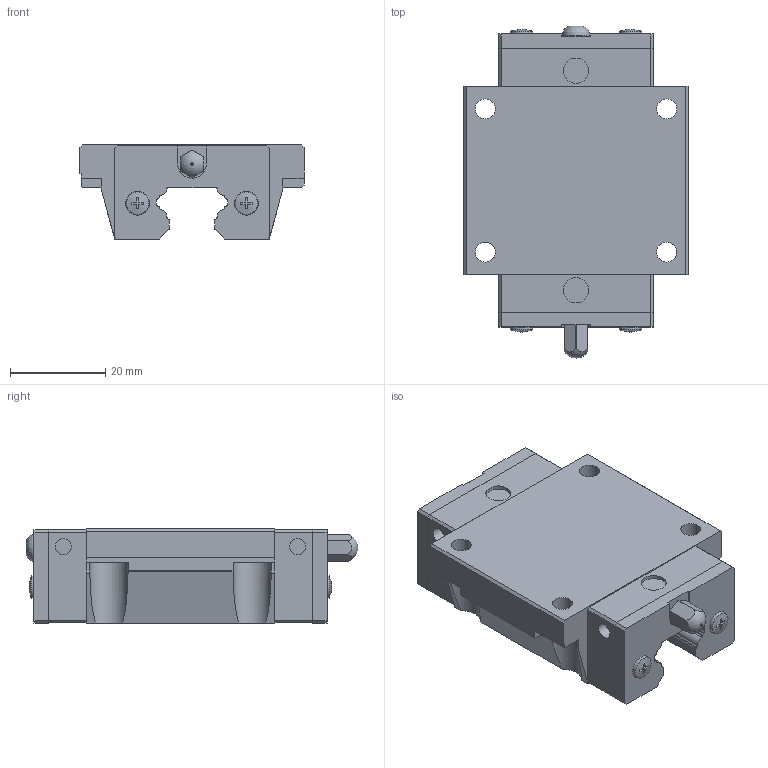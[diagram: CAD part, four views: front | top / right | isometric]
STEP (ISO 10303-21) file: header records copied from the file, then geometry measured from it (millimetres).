
FILE_DESCRIPTION(/* description */ ('STEP AP214'),/* implementation_level */ '2;1');
FILE_NAME(/* name */ 'HGW15.stp',/* time_stamp */ '2021-10-19T16:36:43+02:00',/* author */ ('leolaptop'),/* organization */ ('Lineairtechniek'),/* preprocessor_version */ 'ST-DEVELOPER v18',/* originating_system */ 'Autodesk Inventor 2020',/* authorisation */ 'unknown authorization');
FILE_SCHEMA (('CONFIG_CONTROL_DESIGN'));
Length unit declared in the file: millimetre
Products named in the file (1): HGW15
Bounding box: 47 x 69.56 x 19.7 mm (x, y, z)
Volume: 35989.9 mm3; surface area: 11336.6 mm2
Topology: 1 solids, 5 shells, 277 faces, 742 edges, 491 vertices
Faces by surface type: plane 182, cylinder 83, cone 10, sphere 1, bspline 1
Full cylindrical faces by diameter (mm): 0.5 x1, 2 x2, 2.8 x2, 3.3 x4, 4 x1, 4.2 x4, 4.5 x2, 5 x4, 5.3 x2, 5.8 x1
Entity records: 8886 total; most frequent: CARTESIAN_POINT 1677, ORIENTED_EDGE 1484, DIRECTION 1411, EDGE_CURVE 742, LINE 509, VECTOR 509, VERTEX_POINT 491, AXIS2_PLACEMENT_3D 451
